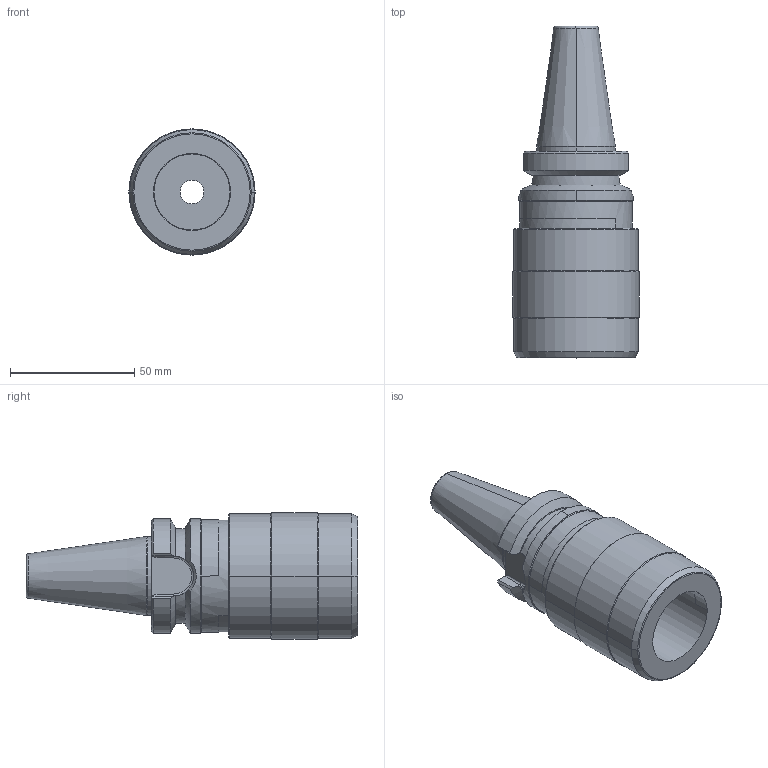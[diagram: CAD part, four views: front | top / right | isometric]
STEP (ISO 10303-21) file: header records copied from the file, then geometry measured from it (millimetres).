
FILE_DESCRIPTION((''),'2;1');
FILE_NAME('21680-30BT0','2021-06-07T13:41:54',('046'),(''),'CREO PARAMETRIC BY PTC INC, 2019352','CREO PARAMETRIC BY PTC INC, 2019352','');
FILE_SCHEMA(('CONFIG_CONTROL_DESIGN'));
Length unit declared in the file: millimetre
Products named in the file (1): 21680-30BT0
Bounding box: 50.8 x 133.4 x 50.8 mm (x, y, z)
Volume: 134958.6 mm3; surface area: 27254.9 mm2
Topology: 1 solids, 1 shells, 94 faces, 250 edges, 162 vertices
Faces by surface type: cylinder 32, cone 26, plane 24, torus 10, bspline 2
Entity records: 3230 total; most frequent: CARTESIAN_POINT 834, DIRECTION 500, ORIENTED_EDGE 500, EDGE_CURVE 250, AXIS2_PLACEMENT_3D 200, VERTEX_POINT 162, CIRCLE 108, VECTOR 100
